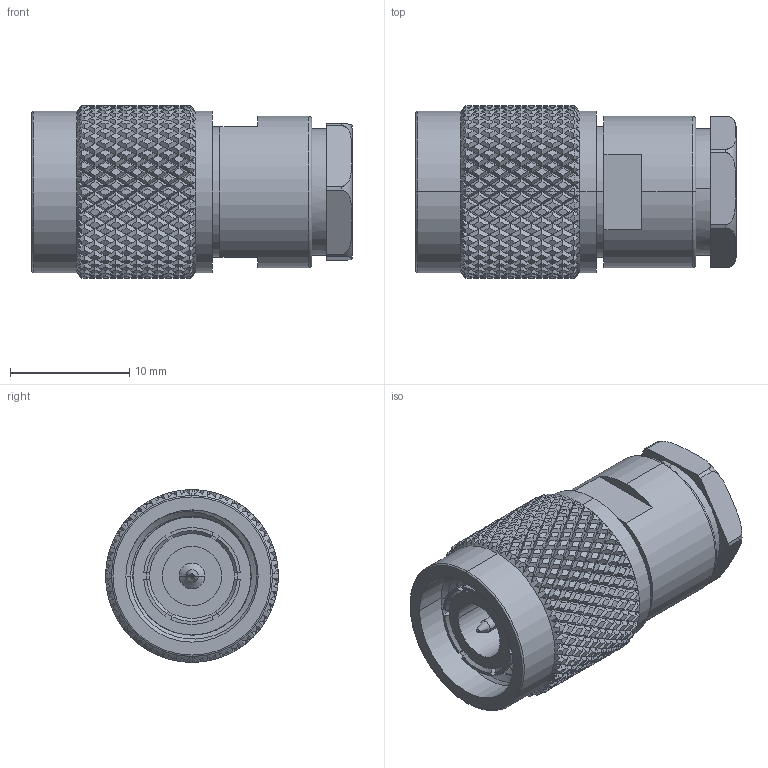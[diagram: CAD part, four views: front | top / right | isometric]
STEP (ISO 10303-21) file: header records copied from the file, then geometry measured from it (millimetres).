
FILE_DESCRIPTION (( 'STEP AP214' ), '1' );
FILE_NAME ('FMCN5264_3D.step', '2024-10-10T23:10:09', ( '' ), ( '' ), 'SwSTEP 2.0', 'SolidWorks 2022', '' );
FILE_SCHEMA (( 'AUTOMOTIVE_DESIGN' ));
Length unit declared in the file: inch
Products named in the file (1): FMCN5264_3D
Bounding box: 26.88 x 14.5 x 14.5 mm (x, y, z)
Volume: 2983.7 mm3; surface area: 2795.1 mm2
Topology: 1 solids, 1 shells, 2523 faces, 5284 edges, 2772 vertices
Faces by surface type: bspline 1929, cylinder 509, plane 49, cone 26, torus 10
Entity records: 146170 total; most frequent: CARTESIAN_POINT 81263, ORIENTED_EDGE 10568, EDGE_CURVE 5284, VERTEX_POINT 2772, EDGE_LOOP 2532, DIMENSIONAL_EXPONENTS 2523, FACE_OUTER_BOUND 2523, ADVANCED_FACE 2523
